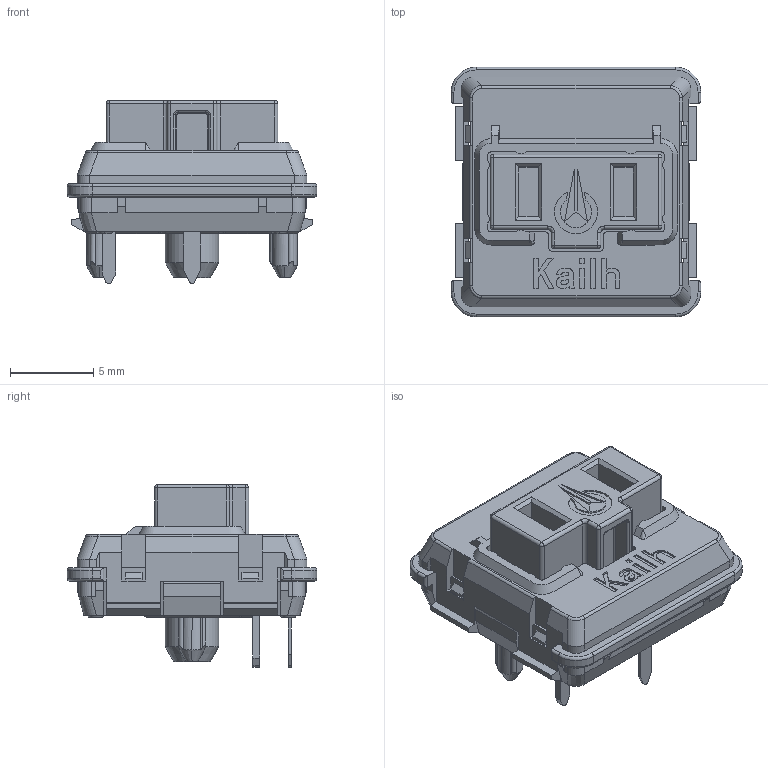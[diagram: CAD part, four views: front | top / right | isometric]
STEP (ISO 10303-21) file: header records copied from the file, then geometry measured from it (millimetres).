
FILE_DESCRIPTION (( 'STEP AP214' ), '1' );
FILE_NAME ('Kailh_Choc_LP_Switch.STEP', '2021-10-29T20:32:16', ( '' ), ( '' ), 'SwSTEP 2.0', 'SolidWorks 2021', '' );
FILE_SCHEMA (( 'AUTOMOTIVE_DESIGN' ));
Length unit declared in the file: millimetre
Products named in the file (1): Kailh_Choc_LP_Switch
Bounding box: 15 x 15 x 11 mm (x, y, z)
Volume: 942.3 mm3; surface area: 1552 mm2
Topology: 5 solids, 5 shells, 517 faces, 1399 edges, 891 vertices
Faces by surface type: plane 334, cylinder 107, bspline 33, cone 25, torus 12, sphere 6
Entity records: 17014 total; most frequent: CARTESIAN_POINT 4304, ORIENTED_EDGE 2774, DIRECTION 2415, EDGE_CURVE 1387, LINE 981, VECTOR 981, VERTEX_POINT 887, AXIS2_PLACEMENT_3D 717
